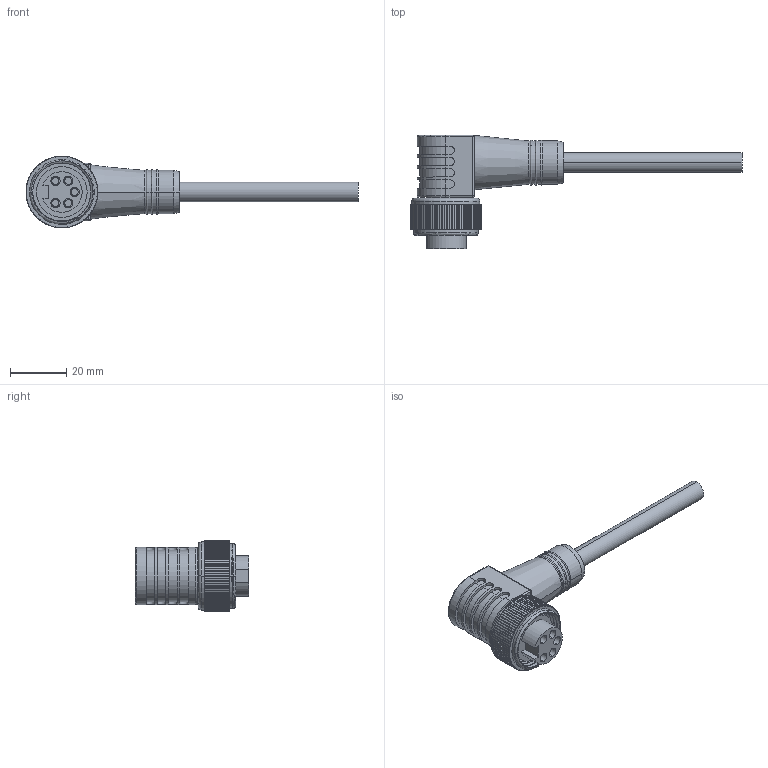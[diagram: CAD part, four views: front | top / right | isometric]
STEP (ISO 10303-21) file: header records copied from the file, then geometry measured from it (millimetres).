
FILE_DESCRIPTION((''),'2;1');
FILE_NAME('223547_ASM','2021-05-18T11:48:53',('PDMAdmin'),('BANNER ENGINEERING'),'CREO PARAMETRIC BY PTC INC, 2019292','CREO PARAMETRIC BY PTC INC, 2019292','');
FILE_SCHEMA(('CONFIG_CONTROL_DESIGN'));
Length unit declared in the file: millimetre
Products named in the file (6): 81978_TURCK_OVERMOLD; 301-00210_AF0; 217675; TURCK_MINI_NUT_7_8-16; 81978---MBCC-506RA_AF0_ASM; 223547_ASM
Assembly tree (5 placements, depth 3):
  223547_ASM
    81978---MBCC-506RA_AF0_ASM
      81978_TURCK_OVERMOLD
      301-00210_AF0
      217675
      TURCK_MINI_NUT_7_8-16
Bounding box: 118.05 x 40.2 x 25.5 mm (x, y, z)
Volume: 21862.7 mm3; surface area: 10993.8 mm2
Topology: 4 solids, 4 shells, 442 faces, 1207 edges, 791 vertices
Faces by surface type: plane 231, cylinder 183, torus 12, cone 8, bspline 6, sphere 2
Entity records: 16219 total; most frequent: CARTESIAN_POINT 4577, DIRECTION 2446, ORIENTED_EDGE 2412, EDGE_CURVE 1206, AXIS2_PLACEMENT_3D 821, VECTOR 804, LINE 804, VERTEX_POINT 790
